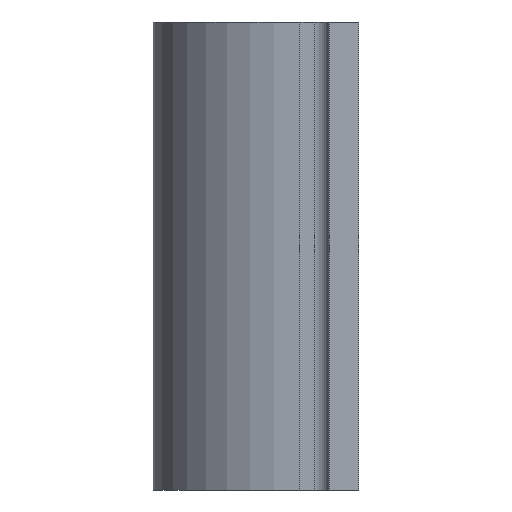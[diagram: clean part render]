
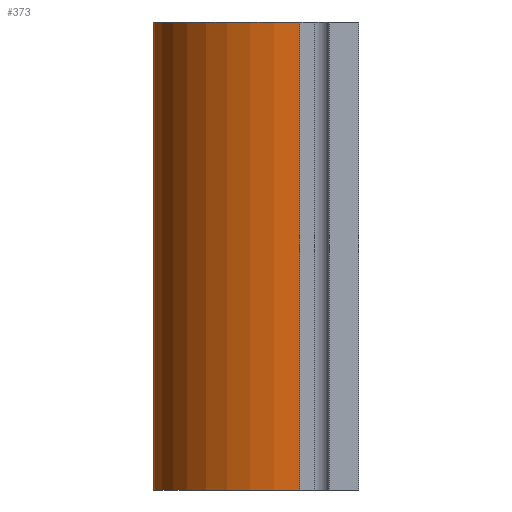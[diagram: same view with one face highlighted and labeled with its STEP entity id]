
A CAD part, left-side view. The second image highlights one B-rep face of the part: STEP entity #373.
In plain terms, the highlighted cylindrical face has radius 3.988 mm (diameter 7.976 mm), a partial arc.
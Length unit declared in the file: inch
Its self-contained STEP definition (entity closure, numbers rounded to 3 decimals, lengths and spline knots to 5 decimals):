
#19 = LINE ( 'NONE', #481, #242 ) ;
#21 = VERTEX_POINT ( 'NONE', #496 ) ;
#41 = DIRECTION ( 'NONE',  ( 0., 0., -1. ) ) ;
#52 = CARTESIAN_POINT ( 'NONE',  ( 0.687, 0.063, 0.25 ) ) ;
#54 = CYLINDRICAL_SURFACE ( 'NONE', #361, 0.157 ) ;
#57 = VERTEX_POINT ( 'NONE', #192 ) ;
#60 = DIRECTION ( 'NONE',  ( 0., 0., -1. ) ) ;
#62 = DIRECTION ( 'NONE',  ( 1., 0., 0. ) ) ;
#74 = CIRCLE ( 'NONE', #356, 0.157 ) ;
#101 = EDGE_CURVE ( 'NONE', #21, #537, #74, .T. ) ;
#134 = CIRCLE ( 'NONE', #321, 0.157 ) ;
#153 = ORIENTED_EDGE ( 'NONE', *, *, #101, .T. ) ;
#158 = LINE ( 'NONE', #469, #477 ) ;
#173 = ORIENTED_EDGE ( 'NONE', *, *, #239, .F. ) ;
#192 = CARTESIAN_POINT ( 'NONE',  ( 0.844, 0.063, -0.25 ) ) ;
#239 = EDGE_CURVE ( 'NONE', #21, #351, #19, .T. ) ;
#241 = ORIENTED_EDGE ( 'NONE', *, *, #447, .T. ) ;
#242 = VECTOR ( 'NONE', #275, 39.37008 ) ;
#250 = DIRECTION ( 'NONE',  ( 0., 0., -1. ) ) ;
#275 = DIRECTION ( 'NONE',  ( 0., 0., -1. ) ) ;
#285 = FACE_OUTER_BOUND ( 'NONE', #506, .T. ) ;
#287 = CARTESIAN_POINT ( 'NONE',  ( 0.687, 0.063, 0.25 ) ) ;
#288 = CARTESIAN_POINT ( 'NONE',  ( 0.687, 0.063, -0.25 ) ) ;
#321 = AXIS2_PLACEMENT_3D ( 'NONE', #288, #41, #335 ) ;
#334 = DIRECTION ( 'NONE',  ( -1., 0., 0. ) ) ;
#335 = DIRECTION ( 'NONE',  ( 1., 0., 0. ) ) ;
#351 = VERTEX_POINT ( 'NONE', #375 ) ;
#356 = AXIS2_PLACEMENT_3D ( 'NONE', #52, #60, #62 ) ;
#361 = AXIS2_PLACEMENT_3D ( 'NONE', #287, #504, #334 ) ;
#373 = ADVANCED_FACE ( 'NONE', ( #285 ), #54, .T. ) ;
#375 = CARTESIAN_POINT ( 'NONE',  ( 0.53, 0.063, -0.25 ) ) ;
#382 = CARTESIAN_POINT ( 'NONE',  ( 0.844, 0.063, 0.25 ) ) ;
#447 = EDGE_CURVE ( 'NONE', #537, #57, #158, .T. ) ;
#453 = EDGE_CURVE ( 'NONE', #351, #57, #134, .T. ) ;
#469 = CARTESIAN_POINT ( 'NONE',  ( 0.844, 0.063, 0.25 ) ) ;
#477 = VECTOR ( 'NONE', #250, 39.37008 ) ;
#481 = CARTESIAN_POINT ( 'NONE',  ( 0.53, 0.063, 0.25 ) ) ;
#496 = CARTESIAN_POINT ( 'NONE',  ( 0.53, 0.063, 0.25 ) ) ;
#504 = DIRECTION ( 'NONE',  ( 0., 0., -1. ) ) ;
#506 = EDGE_LOOP ( 'NONE', ( #509, #173, #153, #241 ) ) ;
#509 = ORIENTED_EDGE ( 'NONE', *, *, #453, .F. ) ;
#537 = VERTEX_POINT ( 'NONE', #382 ) ;
